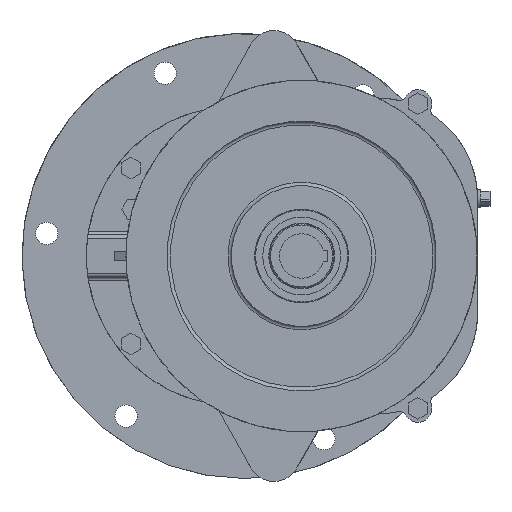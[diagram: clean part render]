
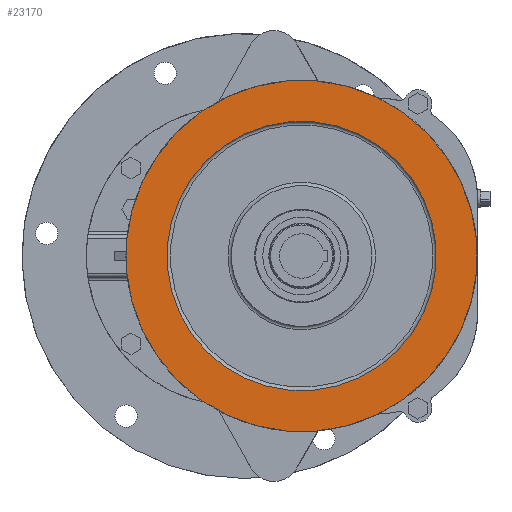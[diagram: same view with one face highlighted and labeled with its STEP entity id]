
A CAD part, left-side view. The second image highlights one B-rep face of the part: STEP entity #23170.
In plain terms, the highlighted planar face has unit normal (-1, 0, 0).
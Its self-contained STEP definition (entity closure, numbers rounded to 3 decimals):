
#552 = PLANE ( 'NONE',  #5872 ) ;
#1340 = DIRECTION ( 'NONE',  ( -1., 0., 0. ) ) ;
#1698 = CARTESIAN_POINT ( 'NONE',  ( -343., -130.057, 81.317 ) ) ;
#1824 = VERTEX_POINT ( 'NONE', #1698 ) ;
#2199 = EDGE_LOOP ( 'NONE', ( #6905 ) ) ;
#4191 = DIRECTION ( 'NONE',  ( 0., -0.707, 0.707 ) ) ;
#4722 = CARTESIAN_POINT ( 'NONE',  ( -343., -48.74, 0. ) ) ;
#5872 = AXIS2_PLACEMENT_3D ( 'NONE', #11762, #17688, #4191 ) ;
#6504 = AXIS2_PLACEMENT_3D ( 'NONE', #11049, #1340, #12807 ) ;
#6905 = ORIENTED_EDGE ( 'NONE', *, *, #23965, .T. ) ;
#7129 = DIRECTION ( 'NONE',  ( 0., -0.707, 0.707 ) ) ;
#11049 = CARTESIAN_POINT ( 'NONE',  ( -343., -48.74, 0. ) ) ;
#11578 = AXIS2_PLACEMENT_3D ( 'NONE', #4722, #24361, #7129 ) ;
#11643 = EDGE_CURVE ( 'NONE', #1824, #1824, #20011, .T. ) ;
#11709 = ORIENTED_EDGE ( 'NONE', *, *, #11643, .F. ) ;
#11762 = CARTESIAN_POINT ( 'NONE',  ( -343., -154.806, -106.066 ) ) ;
#12192 = CIRCLE ( 'NONE', #6504, 150. ) ;
#12807 = DIRECTION ( 'NONE',  ( 0., -0.707, 0.707 ) ) ;
#13778 = CARTESIAN_POINT ( 'NONE',  ( -343., -154.806, 106.066 ) ) ;
#17688 = DIRECTION ( 'NONE',  ( -1., 0., 0. ) ) ;
#17807 = FACE_OUTER_BOUND ( 'NONE', #2199, .T. ) ;
#18135 = EDGE_LOOP ( 'NONE', ( #11709 ) ) ;
#19586 = VERTEX_POINT ( 'NONE', #13778 ) ;
#19698 = FACE_BOUND ( 'NONE', #18135, .T. ) ;
#20011 = CIRCLE ( 'NONE', #11578, 115. ) ;
#23170 = ADVANCED_FACE ( 'NONE', ( #17807, #19698 ), #552, .T. ) ;
#23965 = EDGE_CURVE ( 'NONE', #19586, #19586, #12192, .T. ) ;
#24361 = DIRECTION ( 'NONE',  ( -1., 0., 0. ) ) ;
